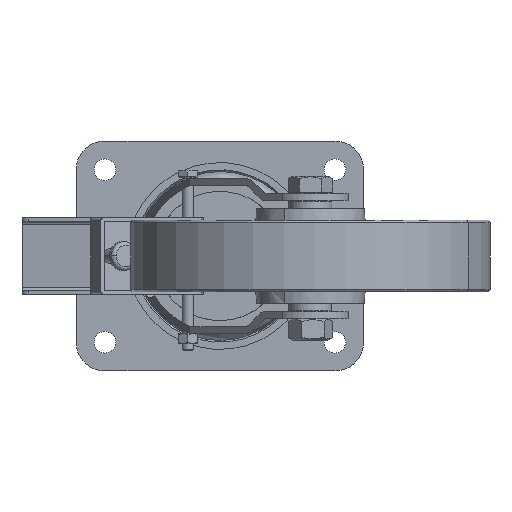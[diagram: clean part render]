
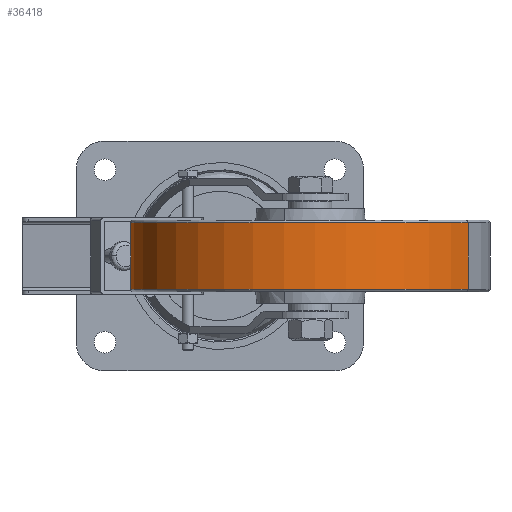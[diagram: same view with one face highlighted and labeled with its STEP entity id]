
A CAD part, front view. The second image highlights one B-rep face of the part: STEP entity #36418.
In plain terms, the highlighted cylindrical face has radius 125 mm (diameter 250 mm), a partial arc.
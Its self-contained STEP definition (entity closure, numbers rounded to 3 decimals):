
#50 = DIRECTION ( 'NONE',  ( 0.878, -0.479, 0. ) ) ;
#379 = DIRECTION ( 'NONE',  ( 0., 0., 1. ) ) ;
#719 = AXIS2_PLACEMENT_3D ( 'NONE', #32354, #17440, #36534 ) ;
#3231 = EDGE_CURVE ( 'NONE', #40914, #8290, #17572, .T. ) ;
#4547 = ORIENTED_EDGE ( 'NONE', *, *, #26086, .T. ) ;
#6984 = VERTEX_POINT ( 'NONE', #12222 ) ;
#8290 = VERTEX_POINT ( 'NONE', #43423 ) ;
#8738 = ORIENTED_EDGE ( 'NONE', *, *, #20718, .F. ) ;
#10529 = CIRCLE ( 'NONE', #27476, 125. ) ;
#12143 = AXIS2_PLACEMENT_3D ( 'NONE', #45654, #45821, #49647 ) ;
#12222 = CARTESIAN_POINT ( 'NONE',  ( 172.738, -244.854, 23. ) ) ;
#12354 = ORIENTED_EDGE ( 'NONE', *, *, #3231, .F. ) ;
#12896 = CYLINDRICAL_SURFACE ( 'NONE', #12143, 125. ) ;
#14529 = VECTOR ( 'NONE', #25560, 1000. ) ;
#17440 = DIRECTION ( 'NONE',  ( 0., 0., 1. ) ) ;
#17572 = LINE ( 'NONE', #47652, #14529 ) ;
#18062 = EDGE_LOOP ( 'NONE', ( #12354, #28337, #4547, #8738 ) ) ;
#20718 = EDGE_CURVE ( 'NONE', #8290, #6984, #10529, .T. ) ;
#23060 = FACE_OUTER_BOUND ( 'NONE', #18062, .T. ) ;
#24554 = EDGE_CURVE ( 'NONE', #40914, #47901, #28882, .T. ) ;
#25560 = DIRECTION ( 'NONE',  ( 0., 0., 1. ) ) ;
#25775 = CARTESIAN_POINT ( 'NONE',  ( 172.738, -244.854, -23. ) ) ;
#26086 = EDGE_CURVE ( 'NONE', #47901, #6984, #27449, .T. ) ;
#27022 = CARTESIAN_POINT ( 'NONE',  ( 63., -185., 23. ) ) ;
#27449 = LINE ( 'NONE', #31817, #28669 ) ;
#27476 = AXIS2_PLACEMENT_3D ( 'NONE', #27022, #379, #50 ) ;
#28337 = ORIENTED_EDGE ( 'NONE', *, *, #24554, .T. ) ;
#28669 = VECTOR ( 'NONE', #35670, 1000. ) ;
#28882 = CIRCLE ( 'NONE', #719, 125. ) ;
#31817 = CARTESIAN_POINT ( 'NONE',  ( 172.738, -244.854, 0. ) ) ;
#32354 = CARTESIAN_POINT ( 'NONE',  ( 63., -185., -23. ) ) ;
#35670 = DIRECTION ( 'NONE',  ( 0., 0., 1. ) ) ;
#36418 = ADVANCED_FACE ( 'NONE', ( #23060 ), #12896, .T. ) ;
#36534 = DIRECTION ( 'NONE',  ( 0.878, -0.479, 0. ) ) ;
#39873 = CARTESIAN_POINT ( 'NONE',  ( -46.738, -125.146, -23. ) ) ;
#40914 = VERTEX_POINT ( 'NONE', #39873 ) ;
#43423 = CARTESIAN_POINT ( 'NONE',  ( -46.738, -125.146, 23. ) ) ;
#45654 = CARTESIAN_POINT ( 'NONE',  ( 63., -185., 0. ) ) ;
#45821 = DIRECTION ( 'NONE',  ( 0., 0., 1. ) ) ;
#47652 = CARTESIAN_POINT ( 'NONE',  ( -46.738, -125.146, 0. ) ) ;
#47901 = VERTEX_POINT ( 'NONE', #25775 ) ;
#49647 = DIRECTION ( 'NONE',  ( 0.878, -0.479, 0. ) ) ;
